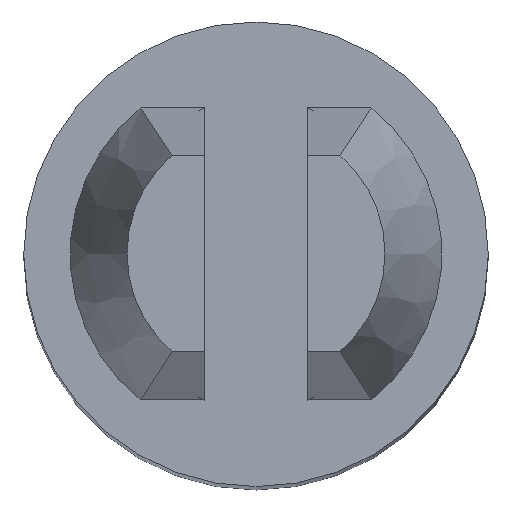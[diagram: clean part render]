
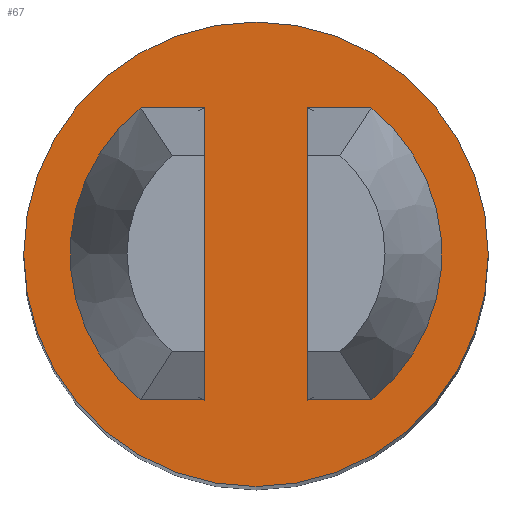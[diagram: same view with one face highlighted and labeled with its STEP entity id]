
A CAD part, top view. The second image highlights one B-rep face of the part: STEP entity #67.
In plain terms, the highlighted planar face has unit normal (0, 0, 1).
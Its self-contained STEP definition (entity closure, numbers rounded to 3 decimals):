
#67 = ADVANCED_FACE( '', ( #146, #147, #148 ), #149, .F. );
#146 = FACE_BOUND( '', #233, .T. );
#147 = FACE_BOUND( '', #234, .T. );
#148 = FACE_OUTER_BOUND( '', #235, .T. );
#149 = PLANE( '', #236 );
#233 = EDGE_LOOP( '', ( #361, #362 ) );
#234 = EDGE_LOOP( '', ( #363, #364 ) );
#235 = EDGE_LOOP( '', ( #365 ) );
#236 = AXIS2_PLACEMENT_3D( '', #366, #367, #368 );
#361 = ORIENTED_EDGE( '', *, *, #495, .T. );
#362 = ORIENTED_EDGE( '', *, *, #530, .T. );
#363 = ORIENTED_EDGE( '', *, *, #503, .T. );
#364 = ORIENTED_EDGE( '', *, *, #510, .F. );
#365 = ORIENTED_EDGE( '', *, *, #506, .F. );
#366 = CARTESIAN_POINT( '', ( -1.5, 0., 9.55 ) );
#367 = DIRECTION( '', ( 0., 0., -1. ) );
#368 = DIRECTION( '', ( -1., 0., 0. ) );
#495 = EDGE_CURVE( '', #579, #577, #580, .T. );
#503 = EDGE_CURVE( '', #587, #591, #593, .T. );
#506 = EDGE_CURVE( '', #597, #597, #598, .T. );
#510 = EDGE_CURVE( '', #587, #591, #603, .T. );
#530 = EDGE_CURVE( '', #577, #579, #633, .T. );
#577 = VERTEX_POINT( '', #695 );
#579 = VERTEX_POINT( '', #698 );
#580 = LINE( '', #699, #700 );
#587 = VERTEX_POINT( '', #710 );
#591 = VERTEX_POINT( '', #715 );
#593 = CIRCLE( '', #718, 1.5 );
#597 = VERTEX_POINT( '', #722 );
#598 = CIRCLE( '', #723, 2.25 );
#603 = LINE( '', #730, #731 );
#633 = CIRCLE( '', #787, 1.5 );
#695 = CARTESIAN_POINT( '', ( 0.5, 1.414, 9.55 ) );
#698 = CARTESIAN_POINT( '', ( 0.5, -1.414, 9.55 ) );
#699 = CARTESIAN_POINT( '', ( 0.5, -2.25, 9.55 ) );
#700 = VECTOR( '', #863, 1000. );
#710 = CARTESIAN_POINT( '', ( -0.5, -1.414, 9.55 ) );
#715 = CARTESIAN_POINT( '', ( -0.5, 1.414, 9.55 ) );
#718 = AXIS2_PLACEMENT_3D( '', #872, #873, #874 );
#722 = CARTESIAN_POINT( '', ( -2.25, 0., 9.55 ) );
#723 = AXIS2_PLACEMENT_3D( '', #878, #879, #880 );
#730 = CARTESIAN_POINT( '', ( -0.5, -2.25, 9.55 ) );
#731 = VECTOR( '', #883, 1000. );
#787 = AXIS2_PLACEMENT_3D( '', #901, #902, #903 );
#863 = DIRECTION( '', ( 0., 1., 0. ) );
#872 = CARTESIAN_POINT( '', ( 0., 0., 9.55 ) );
#873 = DIRECTION( '', ( 0., 0., -1. ) );
#874 = DIRECTION( '', ( -1., 0., 0. ) );
#878 = CARTESIAN_POINT( '', ( 0., 0., 9.55 ) );
#879 = DIRECTION( '', ( 0., 0., -1. ) );
#880 = DIRECTION( '', ( -1., 0., 0. ) );
#883 = DIRECTION( '', ( 0., 1., 0. ) );
#901 = CARTESIAN_POINT( '', ( 0., 0., 9.55 ) );
#902 = DIRECTION( '', ( 0., 0., -1. ) );
#903 = DIRECTION( '', ( -1., 0., 0. ) );
